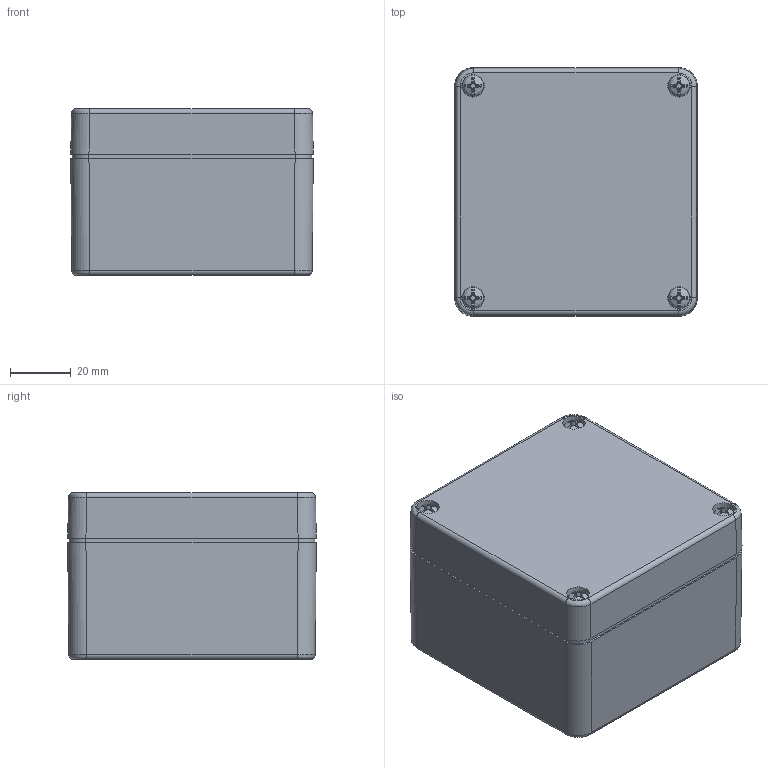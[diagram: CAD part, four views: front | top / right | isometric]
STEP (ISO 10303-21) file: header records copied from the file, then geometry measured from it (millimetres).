
FILE_DESCRIPTION(/* description */ (''),/* implementation_level */ '2;1');
FILE_NAME(/* name */ '5U210010_PC 210010 G 5U.stp',/* time_stamp */ '2020-05-08T07:21:15+02:00',/* author */ ('ahermoni'),/* organization */ (''),/* preprocessor_version */ 'ST-DEVELOPER v17.2',/* originating_system */ 'Autodesk Inventor 2019',/* authorisation */ '');
FILE_SCHEMA (('AUTOMOTIVE_DESIGN { 1 0 10303 214 3 1 1 }'));
Length unit declared in the file: millimetre
Products named in the file (4): 5U210010_PC 210010 G 5U; UT; OT; SHR Z M4x24x10 ÄHNL_DIN EN ISO 7045 OG_3Dsym
Assembly tree (6 placements, depth 2):
  5U210010_PC 210010 G 5U
    UT
    OT
    SHR Z M4x24x10 ÄHNL_DIN EN ISO 7045 OG_3Dsym  x4
Bounding box: 80 x 82 x 55 mm (x, y, z)
Volume: 97748.9 mm3; surface area: 73551.4 mm2
Topology: 6 solids, 6 shells, 672 faces, 1702 edges, 1052 vertices
Faces by surface type: plane 266, cone 136, cylinder 104, torus 90, bspline 52, sphere 24
Full cylindrical faces by diameter (mm): 2.87 x4, 3.6 x4, 4 x4, 4.92 x4, 7 x4
Entity records: 22311 total; most frequent: CARTESIAN_POINT 8325, DIRECTION 2971, ORIENTED_EDGE 2900, EDGE_CURVE 1450, AXIS2_PLACEMENT_3D 1171, VERTEX_POINT 899, EDGE_LOOP 643, LINE 629
